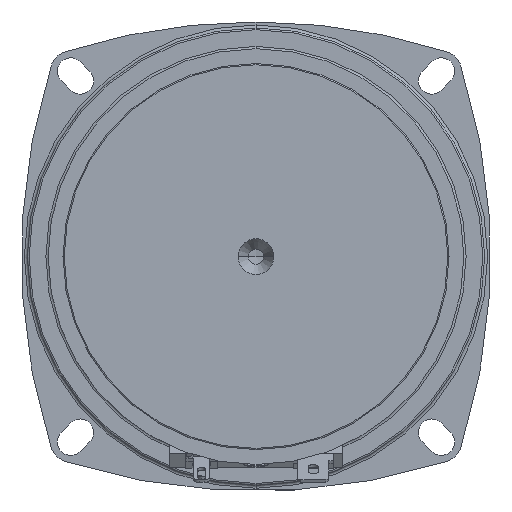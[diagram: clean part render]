
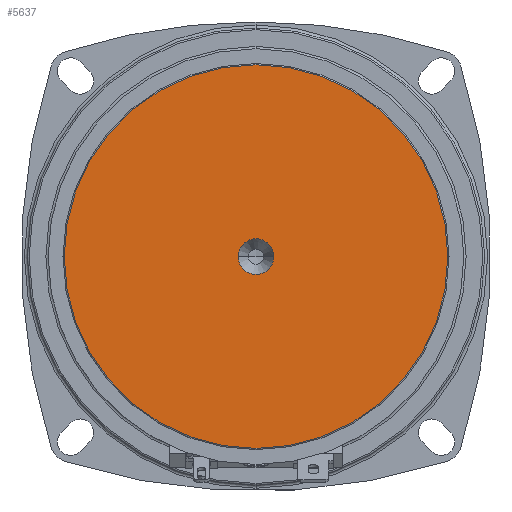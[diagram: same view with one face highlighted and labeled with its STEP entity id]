
A CAD part, front view. The second image highlights one B-rep face of the part: STEP entity #5637.
In plain terms, the highlighted planar face has unit normal (0, -1, 0).
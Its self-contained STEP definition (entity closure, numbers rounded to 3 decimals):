
#135 = EDGE_CURVE ( 'NONE', #6520, #3608, #2539, .T. ) ;
#304 = VERTEX_POINT ( 'NONE', #7649 ) ;
#340 = ORIENTED_EDGE ( 'NONE', *, *, #450, .F. ) ;
#369 = EDGE_LOOP ( 'NONE', ( #5073, #340 ) ) ;
#450 = EDGE_CURVE ( 'NONE', #733, #304, #2570, .T. ) ;
#715 = EDGE_LOOP ( 'NONE', ( #2614, #1660 ) ) ;
#733 = VERTEX_POINT ( 'NONE', #4562 ) ;
#989 = AXIS2_PLACEMENT_3D ( 'NONE', #3494, #5261, #5306 ) ;
#1119 = PLANE ( 'NONE',  #5222 ) ;
#1660 = ORIENTED_EDGE ( 'NONE', *, *, #2603, .T. ) ;
#1708 = DIRECTION ( 'NONE',  ( 0., -1., 0. ) ) ;
#1908 = DIRECTION ( 'NONE',  ( 0., -1., 0. ) ) ;
#2316 = CIRCLE ( 'NONE', #6924, 3. ) ;
#2369 = FACE_OUTER_BOUND ( 'NONE', #715, .T. ) ;
#2539 = CIRCLE ( 'NONE', #2545, 32.3 ) ;
#2545 = AXIS2_PLACEMENT_3D ( 'NONE', #6125, #1708, #5020 ) ;
#2570 = CIRCLE ( 'NONE', #989, 3. ) ;
#2603 = EDGE_CURVE ( 'NONE', #3608, #6520, #5136, .T. ) ;
#2614 = ORIENTED_EDGE ( 'NONE', *, *, #135, .T. ) ;
#2765 = DIRECTION ( 'NONE',  ( 0., -1., 0. ) ) ;
#2773 = DIRECTION ( 'NONE',  ( 1., 0., 0. ) ) ;
#3146 = FACE_BOUND ( 'NONE', #369, .T. ) ;
#3372 = CARTESIAN_POINT ( 'NONE',  ( -32.3, 0., 0. ) ) ;
#3430 = CARTESIAN_POINT ( 'NONE',  ( 0., 0., 0. ) ) ;
#3494 = CARTESIAN_POINT ( 'NONE',  ( 0., 0., 0. ) ) ;
#3608 = VERTEX_POINT ( 'NONE', #3372 ) ;
#3707 = EDGE_CURVE ( 'NONE', #304, #733, #2316, .T. ) ;
#3894 = DIRECTION ( 'NONE',  ( 0., -1., 0. ) ) ;
#4356 = CARTESIAN_POINT ( 'NONE',  ( 32.5, 0., 0. ) ) ;
#4562 = CARTESIAN_POINT ( 'NONE',  ( -3., 0., 0. ) ) ;
#5020 = DIRECTION ( 'NONE',  ( 1., 0., 0. ) ) ;
#5073 = ORIENTED_EDGE ( 'NONE', *, *, #3707, .F. ) ;
#5136 = CIRCLE ( 'NONE', #6050, 32.3 ) ;
#5222 = AXIS2_PLACEMENT_3D ( 'NONE', #4356, #1908, #5537 ) ;
#5261 = DIRECTION ( 'NONE',  ( 0., -1., 0. ) ) ;
#5306 = DIRECTION ( 'NONE',  ( 1., 0., 0. ) ) ;
#5537 = DIRECTION ( 'NONE',  ( 1., 0., 0. ) ) ;
#5637 = ADVANCED_FACE ( 'NONE', ( #2369, #3146 ), #1119, .T. ) ;
#5765 = DIRECTION ( 'NONE',  ( 1., 0., 0. ) ) ;
#5816 = CARTESIAN_POINT ( 'NONE',  ( 0., 0., 0. ) ) ;
#6050 = AXIS2_PLACEMENT_3D ( 'NONE', #3430, #2765, #5765 ) ;
#6125 = CARTESIAN_POINT ( 'NONE',  ( 0., 0., 0. ) ) ;
#6520 = VERTEX_POINT ( 'NONE', #6963 ) ;
#6924 = AXIS2_PLACEMENT_3D ( 'NONE', #5816, #3894, #2773 ) ;
#6963 = CARTESIAN_POINT ( 'NONE',  ( 32.3, 0., 0. ) ) ;
#7649 = CARTESIAN_POINT ( 'NONE',  ( 3., 0., 0. ) ) ;
